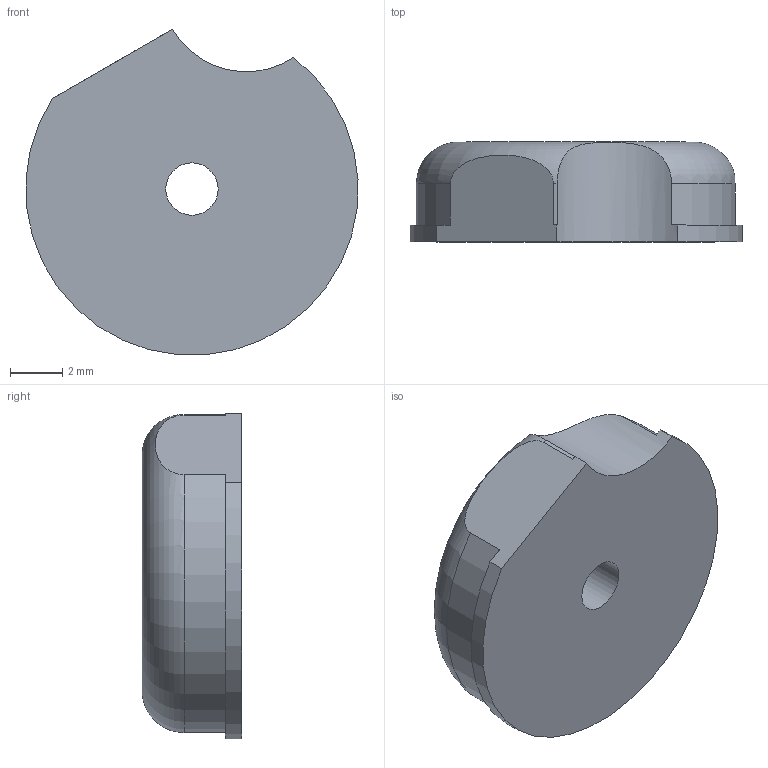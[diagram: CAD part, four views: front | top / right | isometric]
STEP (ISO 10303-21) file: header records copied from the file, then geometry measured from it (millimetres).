
FILE_DESCRIPTION(/* description */ (''),/* implementation_level */ '2;1');
FILE_NAME(/* name */ 'iso_mount_C_v2.step',/* time_stamp */ '2023-01-28T13:14:20-08:00',/* author */ (''),/* organization */ (''),/* preprocessor_version */ 'ST-DEVELOPER v19.2',/* originating_system */ 'Autodesk Translation Framework v11.17.0.187',/* authorisation */ '');
FILE_SCHEMA (('AUTOMOTIVE_DESIGN { 1 0 10303 214 3 1 1 }'));
Length unit declared in the file: millimetre
Products named in the file (2): iso_mount_C; 95495K678_Adhesive-Back Bumpers
Assembly tree (1 placements, depth 2):
  iso_mount_C
    95495K678_Adhesive-Back Bumpers
Bounding box: 12.68 x 3.81 x 12.43 mm (x, y, z)
Volume: 383.1 mm3; surface area: 386.4 mm2
Topology: 1 solids, 1 shells, 13 faces, 31 edges, 21 vertices
Faces by surface type: plane 5, cylinder 5, torus 2, sphere 1
Full cylindrical faces by diameter (mm): 2 x1
Entity records: 492 total; most frequent: CARTESIAN_POINT 112, DIRECTION 77, ORIENTED_EDGE 62, AXIS2_PLACEMENT_3D 33, EDGE_CURVE 31, VERTEX_POINT 21, CIRCLE 17, EDGE_LOOP 16
